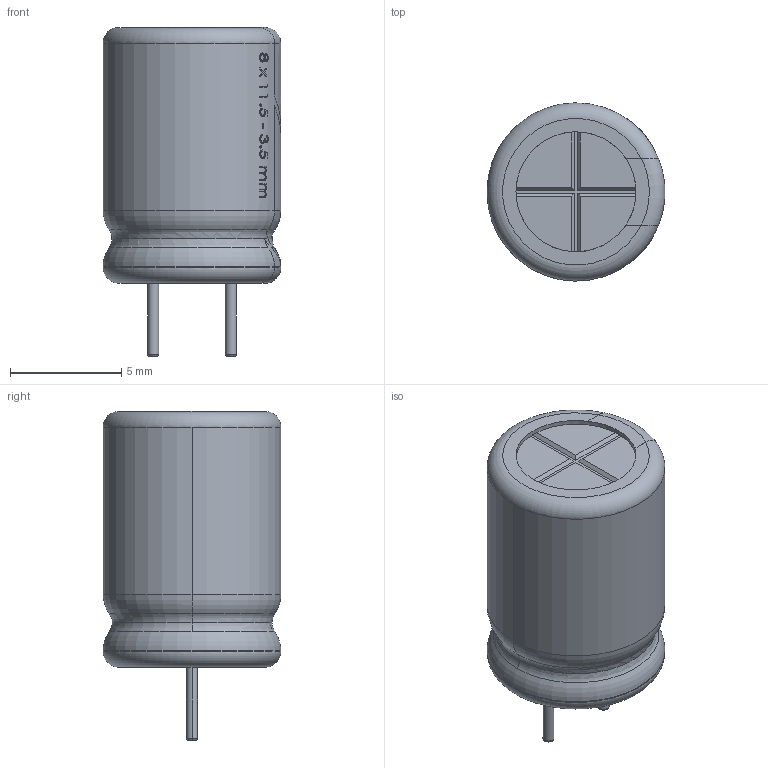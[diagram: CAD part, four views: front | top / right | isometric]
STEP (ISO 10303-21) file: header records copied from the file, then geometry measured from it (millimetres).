
FILE_DESCRIPTION (( 'STEP AP214' ), '1' );
FILE_NAME ('User Library-Cap-EL(8x11.5-3.5).STEP', '2022-04-16T04:18:44', ( '' ), ( '' ), 'SwSTEP 2.0', 'SolidWorks 2021', '' );
FILE_SCHEMA (( 'AUTOMOTIVE_DESIGN' ));
Length unit declared in the file: millimetre
Products named in the file (1): User Library-Cap-EL(8x11.5-3.5)
Bounding box: 8 x 8 x 14.8 mm (x, y, z)
Volume: 322.9 mm3; surface area: 613.3 mm2
Topology: 1 solids, 2 shells, 460 faces, 1210 edges, 800 vertices
Faces by surface type: plane 212, bspline 159, cylinder 64, torus 25
Entity records: 25830 total; most frequent: CARTESIAN_POINT 10735, ORIENTED_EDGE 2420, DIRECTION 1489, EDGE_CURVE 1210, VERTEX_POINT 800, B_SPLINE_CURVE_WITH_KNOTS 550, AXIS2_PLACEMENT_3D 539, EDGE_LOOP 506
